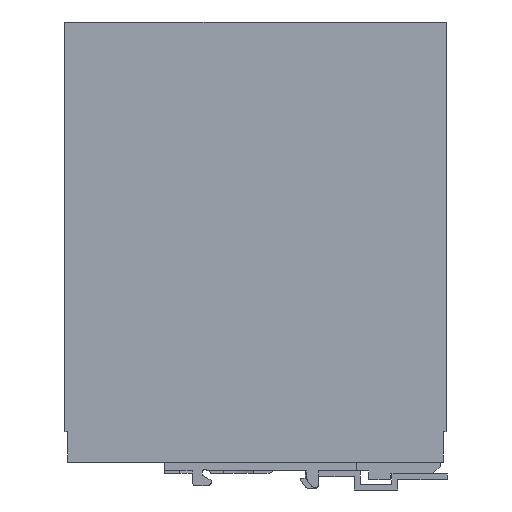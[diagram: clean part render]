
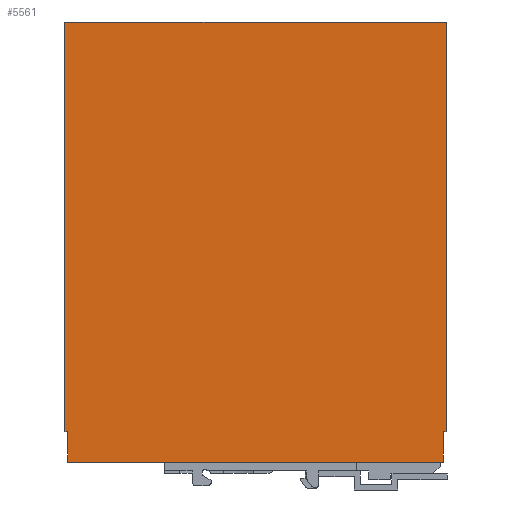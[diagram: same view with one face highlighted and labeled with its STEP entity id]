
A CAD part, left-side view. The second image highlights one B-rep face of the part: STEP entity #5561.
In plain terms, the highlighted planar face has unit normal (-1, 0, 0).
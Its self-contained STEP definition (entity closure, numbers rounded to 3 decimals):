
#5518=AXIS2_PLACEMENT_3D('Plane Axis2P3D',#5515,#5516,#5517) ;
#2082=CARTESIAN_POINT('Vertex',(0.,0.3,19.9)) ;
#2085=CARTESIAN_POINT('Line Origine',(0.,0.8,19.9)) ;
#2089=CARTESIAN_POINT('Vertex',(0.,1.3,19.9)) ;
#2398=CARTESIAN_POINT('Vertex',(0.,129.3,19.9)) ;
#2401=CARTESIAN_POINT('Line Origine',(0.,129.8,19.9)) ;
#2405=CARTESIAN_POINT('Vertex',(0.,130.3,19.9)) ;
#2673=CARTESIAN_POINT('Line Origine',(0.,0.3,89.65)) ;
#2677=CARTESIAN_POINT('Vertex',(0.,0.3,159.4)) ;
#5515=CARTESIAN_POINT('Axis2P3D Location',(0.,65.3,84.5)) ;
#5520=CARTESIAN_POINT('Line Origine',(0.,65.3,159.4)) ;
#5524=CARTESIAN_POINT('Vertex',(0.,130.3,159.4)) ;
#5527=CARTESIAN_POINT('Line Origine',(0.,130.3,89.65)) ;
#5532=CARTESIAN_POINT('Line Origine',(0.,129.3,14.7)) ;
#5536=CARTESIAN_POINT('Vertex',(0.,129.3,9.5)) ;
#5539=CARTESIAN_POINT('Line Origine',(0.,65.3,9.5)) ;
#5543=CARTESIAN_POINT('Vertex',(0.,1.3,9.5)) ;
#5546=CARTESIAN_POINT('Line Origine',(0.,1.3,14.7)) ;
#2086=DIRECTION('Vector Direction',(0.,1.,0.)) ;
#2402=DIRECTION('Vector Direction',(0.,-1.,0.)) ;
#2674=DIRECTION('Vector Direction',(0.,0.,-1.)) ;
#5516=DIRECTION('Axis2P3D Direction',(1.,0.,0.)) ;
#5517=DIRECTION('Axis2P3D XDirection',(0.,1.,0.)) ;
#5521=DIRECTION('Vector Direction',(0.,-1.,0.)) ;
#5528=DIRECTION('Vector Direction',(0.,0.,1.)) ;
#5533=DIRECTION('Vector Direction',(0.,0.,-1.)) ;
#5540=DIRECTION('Vector Direction',(0.,-1.,0.)) ;
#5547=DIRECTION('Vector Direction',(0.,0.,-1.)) ;
#2087=VECTOR('Line Direction',#2086,1.) ;
#2403=VECTOR('Line Direction',#2402,1.) ;
#2675=VECTOR('Line Direction',#2674,1.) ;
#5522=VECTOR('Line Direction',#5521,1.) ;
#5529=VECTOR('Line Direction',#5528,1.) ;
#5534=VECTOR('Line Direction',#5533,1.) ;
#5541=VECTOR('Line Direction',#5540,1.) ;
#5548=VECTOR('Line Direction',#5547,1.) ;
#5552=ORIENTED_EDGE('',*,*,#5526,.F.) ;
#5553=ORIENTED_EDGE('',*,*,#5531,.F.) ;
#5554=ORIENTED_EDGE('',*,*,#2407,.T.) ;
#5555=ORIENTED_EDGE('',*,*,#5538,.T.) ;
#5556=ORIENTED_EDGE('',*,*,#5545,.F.) ;
#5557=ORIENTED_EDGE('',*,*,#5550,.F.) ;
#5558=ORIENTED_EDGE('',*,*,#2091,.F.) ;
#5559=ORIENTED_EDGE('',*,*,#2679,.F.) ;
#5561=ADVANCED_FACE('GEHAEUSE',(#5560),#5519,.F.) ;
#2091=EDGE_CURVE('',#2083,#2090,#2088,.T.) ;
#2407=EDGE_CURVE('',#2406,#2399,#2404,.T.) ;
#2679=EDGE_CURVE('',#2678,#2083,#2676,.T.) ;
#5526=EDGE_CURVE('',#5525,#2678,#5523,.T.) ;
#5531=EDGE_CURVE('',#2406,#5525,#5530,.T.) ;
#5538=EDGE_CURVE('',#2399,#5537,#5535,.T.) ;
#5545=EDGE_CURVE('',#5544,#5537,#5542,.F.) ;
#5550=EDGE_CURVE('',#2090,#5544,#5549,.T.) ;
#5551=EDGE_LOOP('',(#5552,#5553,#5554,#5555,#5556,#5557,#5558,#5559)) ;
#5560=FACE_OUTER_BOUND('',#5551,.T.) ;
#2088=LINE('Line',#2085,#2087) ;
#2404=LINE('Line',#2401,#2403) ;
#2676=LINE('Line',#2673,#2675) ;
#5523=LINE('Line',#5520,#5522) ;
#5530=LINE('Line',#5527,#5529) ;
#5535=LINE('Line',#5532,#5534) ;
#5542=LINE('Line',#5539,#5541) ;
#5549=LINE('Line',#5546,#5548) ;
#5519=PLANE('',#5518) ;
#2083=VERTEX_POINT('',#2082) ;
#2090=VERTEX_POINT('',#2089) ;
#2399=VERTEX_POINT('',#2398) ;
#2406=VERTEX_POINT('',#2405) ;
#2678=VERTEX_POINT('',#2677) ;
#5525=VERTEX_POINT('',#5524) ;
#5537=VERTEX_POINT('',#5536) ;
#5544=VERTEX_POINT('',#5543) ;
